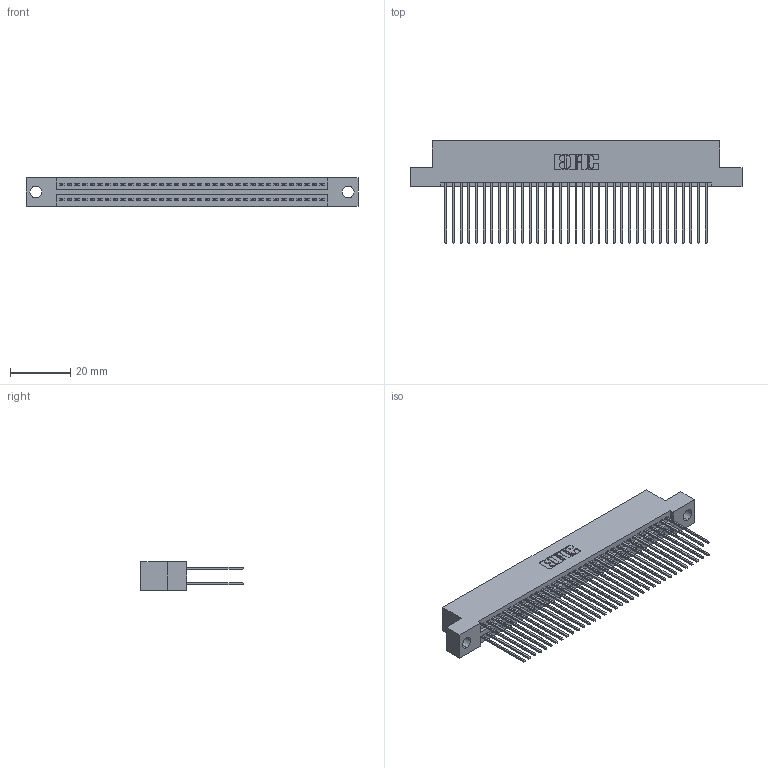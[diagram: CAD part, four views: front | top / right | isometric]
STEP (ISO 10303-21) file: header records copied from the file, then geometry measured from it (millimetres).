
FILE_DESCRIPTION (( 'STEP AP203' ), '1' );
FILE_NAME ('395-070-541-204.STEP', '2021-06-17T04:28:08', ( '' ), ( '' ), 'SwSTEP 2.0', 'SolidWorks 2020', '' );
FILE_SCHEMA (( 'CONFIG_CONTROL_DESIGN' ));
Length unit declared in the file: inch
Products named in the file (3): 345-292-001_345-293-141; 395-070-541-204; 345 Part_Flush Mounting Lugs - 0.156 Dia-TI
Assembly tree (71 placements, depth 2):
  395-070-541-204
    345 Part_Flush Mounting Lugs - 0.156 Dia-TI
    345-292-001_345-293-141  x70
Bounding box: 110.11 x 33.96 x 9.4 mm (x, y, z)
Volume: 10926.8 mm3; surface area: 17755.5 mm2
Topology: 71 solids, 71 shells, 3640 faces, 10807 edges, 7110 vertices
Faces by surface type: plane 2404, cylinder 1236
Entity records: 28841 total; most frequent: CARTESIAN_POINT 4846, ORIENTED_EDGE 4778, DIRECTION 4281, EDGE_CURVE 2389, VECTOR 2117, LINE 2117, VERTEX_POINT 1590, AXIS2_PLACEMENT_3D 1082
